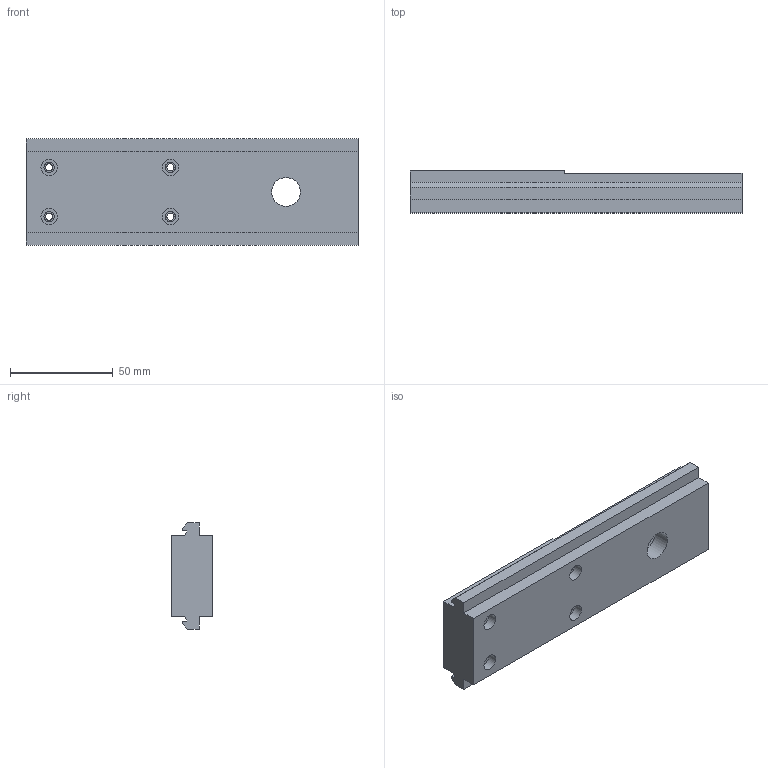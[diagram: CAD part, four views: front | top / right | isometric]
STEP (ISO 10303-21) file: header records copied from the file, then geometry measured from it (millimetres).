
FILE_DESCRIPTION(/* description */ (''),/* implementation_level */ '2;1');
FILE_NAME(/* name */ '1-Belt_stepper_mount_Pt2_V3.step',/* time_stamp */ '2019-04-14T12:01:10-05:00',/* author */ ('Benjamin.dalton'),/* organization */ (''),/* preprocessor_version */ 'ST-DEVELOPER v18',/* originating_system */ 'Autodesk Translation Framework v8.2.0.1029',/* authorisation */ '');
FILE_SCHEMA (('AUTOMOTIVE_DESIGN { 1 0 10303 214 3 1 1 }'));
Length unit declared in the file: millimetre
Products named in the file (1): 1-Belt_stepper_mount_Pt2_V3.stl
Bounding box: 161.5 x 20.38 x 51.7 mm (x, y, z)
Volume: 126086 mm3; surface area: 28481.5 mm2
Topology: 1 solids, 1 shells, 55 faces, 126 edges, 84 vertices
Faces by surface type: plane 39, cylinder 16
Full cylindrical faces by diameter (mm): 3.5 x4, 5 x4, 5.4 x2, 8 x4, 14 x1, 35.5 x1
Entity records: 1609 total; most frequent: DIRECTION 270, CARTESIAN_POINT 266, ORIENTED_EDGE 252, EDGE_CURVE 126, LINE 94, VECTOR 94, AXIS2_PLACEMENT_3D 88, VERTEX_POINT 84
